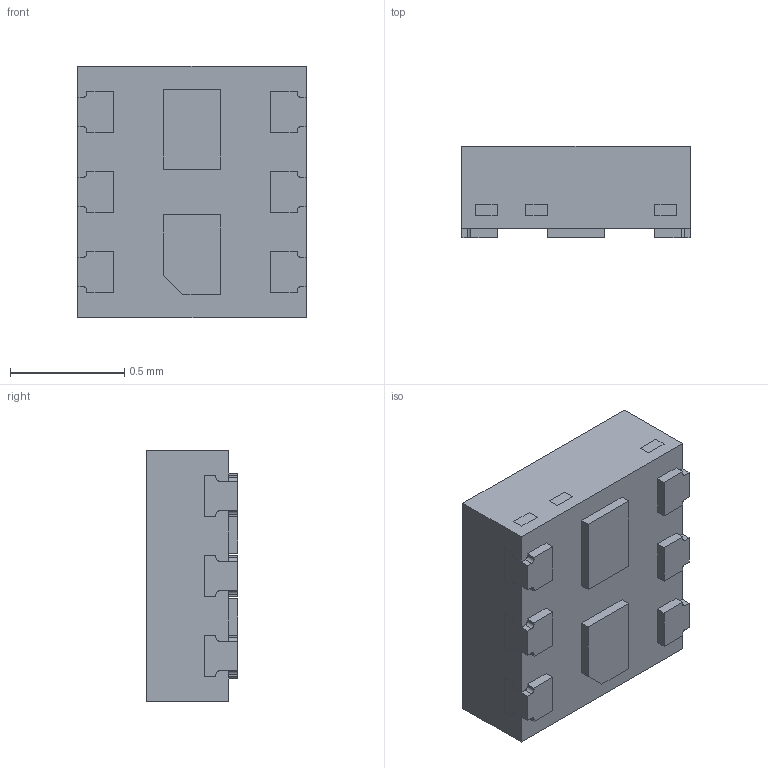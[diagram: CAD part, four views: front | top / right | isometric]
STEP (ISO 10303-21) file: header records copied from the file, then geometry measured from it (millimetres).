
FILE_DESCRIPTION (( 'STEP AP214' ), '1' );
FILE_NAME ('SOT1216.STEP', '2020-09-27T18:47:51', ( '' ), ( '' ), 'SwSTEP 2.0', 'SolidWorks 2017', '' );
FILE_SCHEMA (( 'AUTOMOTIVE_DESIGN' ));
Length unit declared in the file: millimetre
Products named in the file (1): SOT1216
Bounding box: 1 x 0.4 x 1.1 mm (x, y, z)
Volume: 0.4 mm3; surface area: 6.9 mm2
Topology: 12 solids, 12 shells, 229 faces, 615 edges, 410 vertices
Faces by surface type: plane 193, cylinder 36
Entity records: 7226 total; most frequent: CARTESIAN_POINT 1255, ORIENTED_EDGE 1230, DIRECTION 1147, EDGE_CURVE 615, VECTOR 543, LINE 543, VERTEX_POINT 410, AXIS2_PLACEMENT_3D 302
